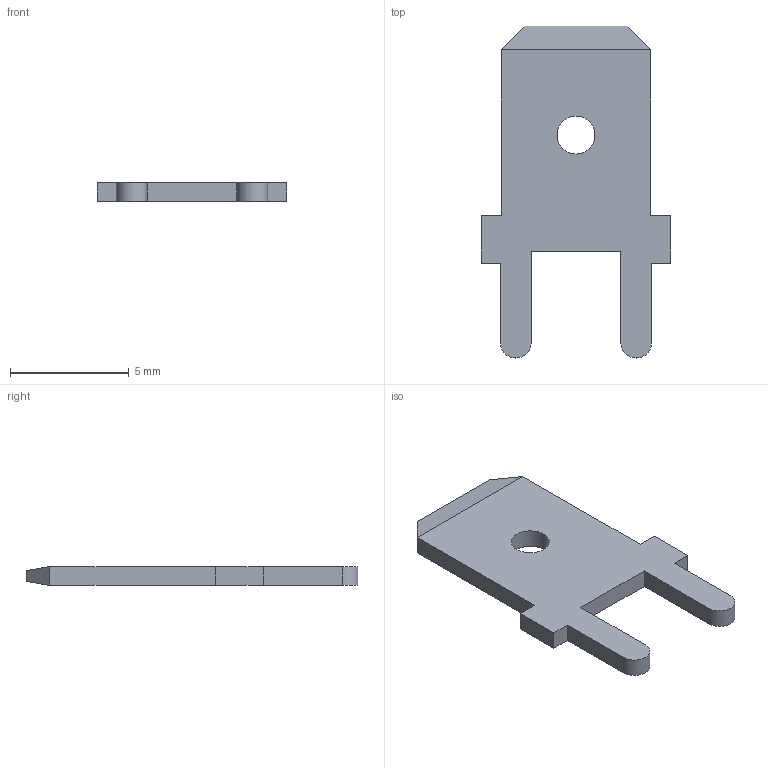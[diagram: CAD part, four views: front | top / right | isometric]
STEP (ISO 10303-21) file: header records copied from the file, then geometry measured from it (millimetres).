
FILE_DESCRIPTION(('STEP AP214'),'1');
FILE_NAME(' ',' ',('TraceParts'),('TraceParts S.A.'),'XStep 1.0',' ',' ');
FILE_SCHEMA(('automotive_design'));
Length unit declared in the file: millimetre
Products named in the file (1): C-0726386-02-3
Bounding box: 8 x 14 x 0.8 mm (x, y, z)
Volume: 56.4 mm3; surface area: 185.8 mm2
Topology: 1 solids, 1 shells, 24 faces, 62 edges, 40 vertices
Faces by surface type: plane 20, cylinder 4
Entity records: 741 total; most frequent: CARTESIAN_POINT 127, ORIENTED_EDGE 124, DIRECTION 120, EDGE_CURVE 62, LINE 54, VECTOR 54, VERTEX_POINT 40, AXIS2_PLACEMENT_3D 33
